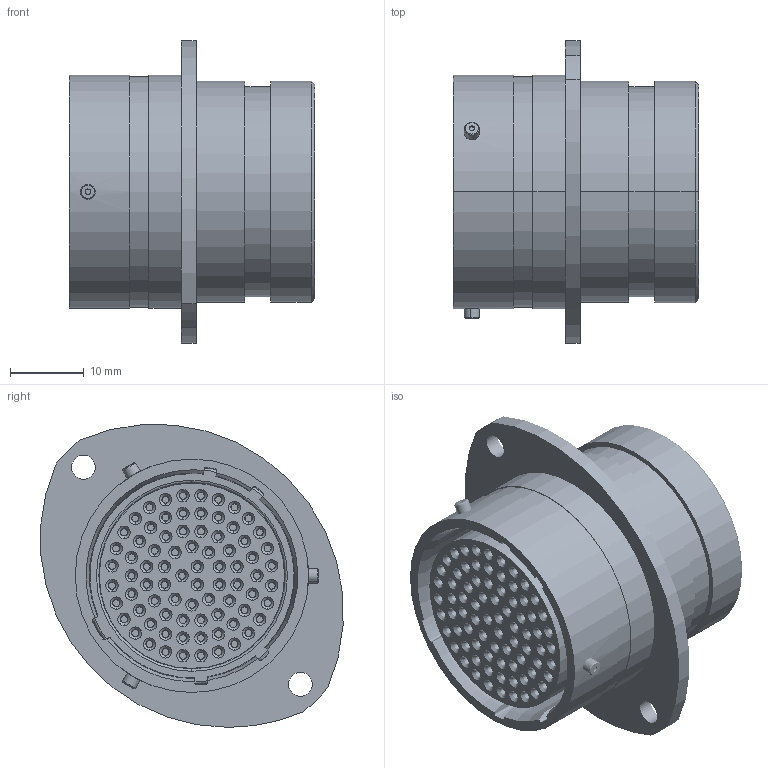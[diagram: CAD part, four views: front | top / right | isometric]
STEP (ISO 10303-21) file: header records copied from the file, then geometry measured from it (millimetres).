
FILE_DESCRIPTION (( 'STEP AP214' ), '1' );
FILE_NAME ('AS020-35SB.STEP', '2020-06-23T15:22:34', ( 'TE Connectivity' ), ( 'TE Connectivity' ), 'SwSTEP 2.0', 'SolidWorks 2016', '' );
FILE_SCHEMA (( 'AUTOMOTIVE_DESIGN' ));
Length unit declared in the file: millimetre
Products named in the file (1): AS020-35SB
Bounding box: 33.31 x 40.96 x 41.04 mm (x, y, z)
Volume: 19137.9 mm3; surface area: 22659.6 mm2
Topology: 9 solids, 9 shells, 2025 faces, 4441 edges, 2520 vertices
Faces by surface type: torus 812, cylinder 576, cone 494, plane 131, sphere 12
Entity records: 79048 total; most frequent: DIRECTION 11735, CARTESIAN_POINT 9275, ORIENTED_EDGE 8866, AXIS2_PLACEMENT_3D 5318, EDGE_CURVE 4433, CIRCLE 3292, VERTEX_POINT 2520, EDGE_LOOP 2451
